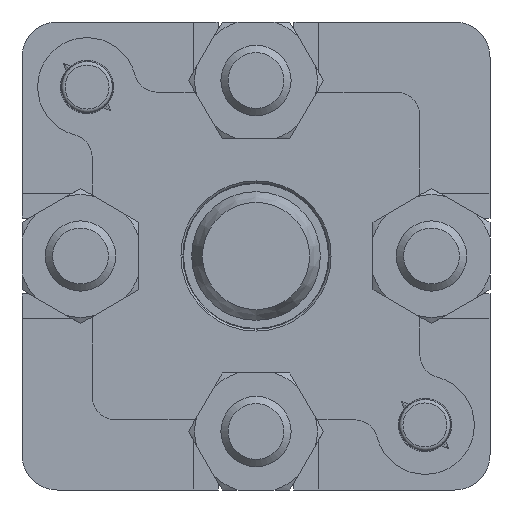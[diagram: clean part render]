
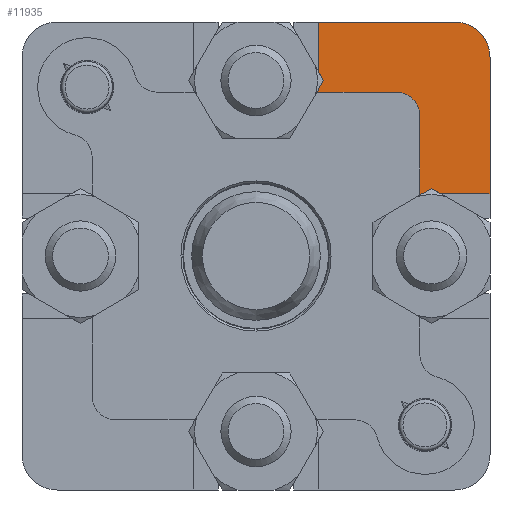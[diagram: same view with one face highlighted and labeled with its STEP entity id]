
A CAD part, left-side view. The second image highlights one B-rep face of the part: STEP entity #11935.
In plain terms, the highlighted face is planar.
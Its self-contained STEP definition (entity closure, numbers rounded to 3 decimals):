
#1355=FACE_OUTER_BOUND('',#2038,.T.);
#2038=EDGE_LOOP('',(#9424,#9425,#9426,#9427,#9428,#9429,#9430,#9431,#9432,
#9433,#9434,#9435));
#2777=LINE('',#19730,#3791);
#2820=LINE('',#19824,#3834);
#2821=LINE('',#19828,#3835);
#2822=LINE('',#19830,#3836);
#2823=LINE('',#19832,#3837);
#2824=LINE('',#19833,#3838);
#2825=LINE('',#19837,#3839);
#2826=LINE('',#19839,#3840);
#2827=LINE('',#19841,#3841);
#2828=LINE('',#19842,#3842);
#3791=VECTOR('',#15262,1000.);
#3834=VECTOR('',#15331,1000.);
#3835=VECTOR('',#15334,1000.);
#3836=VECTOR('',#15335,1000.);
#3837=VECTOR('',#15336,1000.);
#3838=VECTOR('',#15337,1000.);
#3839=VECTOR('',#15340,1000.);
#3840=VECTOR('',#15341,1000.);
#3841=VECTOR('',#15342,1000.);
#3842=VECTOR('',#15343,1000.);
#4676=CIRCLE('',#13147,2.);
#4677=CIRCLE('',#13148,3.);
#5474=VERTEX_POINT('',#19727);
#5475=VERTEX_POINT('',#19729);
#5504=VERTEX_POINT('',#19822);
#5505=VERTEX_POINT('',#19823);
#5506=VERTEX_POINT('',#19825);
#5507=VERTEX_POINT('',#19827);
#5508=VERTEX_POINT('',#19829);
#5509=VERTEX_POINT('',#19831);
#5510=VERTEX_POINT('',#19834);
#5511=VERTEX_POINT('',#19836);
#5512=VERTEX_POINT('',#19838);
#5513=VERTEX_POINT('',#19840);
#6881=EDGE_CURVE('',#5475,#5474,#2777,.T.);
#6927=EDGE_CURVE('',#5504,#5505,#2820,.T.);
#6928=EDGE_CURVE('',#5506,#5504,#4676,.T.);
#6929=EDGE_CURVE('',#5507,#5506,#2821,.T.);
#6930=EDGE_CURVE('',#5507,#5508,#2822,.T.);
#6931=EDGE_CURVE('',#5508,#5509,#2823,.T.);
#6932=EDGE_CURVE('',#5509,#5475,#2824,.T.);
#6933=EDGE_CURVE('',#5474,#5510,#4677,.T.);
#6934=EDGE_CURVE('',#5510,#5511,#2825,.T.);
#6935=EDGE_CURVE('',#5511,#5512,#2826,.T.);
#6936=EDGE_CURVE('',#5512,#5513,#2827,.T.);
#6937=EDGE_CURVE('',#5513,#5505,#2828,.T.);
#9424=ORIENTED_EDGE('',*,*,#6927,.F.);
#9425=ORIENTED_EDGE('',*,*,#6928,.F.);
#9426=ORIENTED_EDGE('',*,*,#6929,.F.);
#9427=ORIENTED_EDGE('',*,*,#6930,.T.);
#9428=ORIENTED_EDGE('',*,*,#6931,.T.);
#9429=ORIENTED_EDGE('',*,*,#6932,.T.);
#9430=ORIENTED_EDGE('',*,*,#6881,.T.);
#9431=ORIENTED_EDGE('',*,*,#6933,.T.);
#9432=ORIENTED_EDGE('',*,*,#6934,.T.);
#9433=ORIENTED_EDGE('',*,*,#6935,.T.);
#9434=ORIENTED_EDGE('',*,*,#6936,.T.);
#9435=ORIENTED_EDGE('',*,*,#6937,.T.);
#11393=PLANE('',#13146);
#11935=ADVANCED_FACE('',(#1355),#11393,.T.);
#13146=AXIS2_PLACEMENT_3D('',#19821,#15329,#15330);
#13147=AXIS2_PLACEMENT_3D('',#19826,#15332,#15333);
#13148=AXIS2_PLACEMENT_3D('',#19835,#15338,#15339);
#15262=DIRECTION('',(0.,0.,1.));
#15329=DIRECTION('center_axis',(0.,1.,0.));
#15330=DIRECTION('ref_axis',(0.,0.,1.));
#15331=DIRECTION('',(1.,0.,0.));
#15332=DIRECTION('center_axis',(0.,1.,0.));
#15333=DIRECTION('ref_axis',(0.,0.,-1.));
#15334=DIRECTION('',(0.,0.,1.));
#15335=DIRECTION('',(-0.866,0.,0.5));
#15336=DIRECTION('',(-0.866,0.,-0.5));
#15337=DIRECTION('',(-1.,0.,0.));
#15338=DIRECTION('center_axis',(0.,1.,0.));
#15339=DIRECTION('ref_axis',(0.,0.,-1.));
#15340=DIRECTION('',(1.,0.,0.));
#15341=DIRECTION('',(0.,0.,-1.));
#15342=DIRECTION('',(-0.5,0.,-0.866));
#15343=DIRECTION('',(0.5,0.,-0.866));
#19727=CARTESIAN_POINT('',(-20.,15.,17.));
#19729=CARTESIAN_POINT('',(-20.,15.,5.329));
#19730=CARTESIAN_POINT('',(-20.,15.,-17.));
#19821=CARTESIAN_POINT('Origin',(17.,15.,17.));
#19822=CARTESIAN_POINT('',(-12.,15.,14.));
#19823=CARTESIAN_POINT('',(-5.196,15.,14.));
#19824=CARTESIAN_POINT('',(-12.,15.,14.));
#19825=CARTESIAN_POINT('',(-14.,15.,12.));
#19826=CARTESIAN_POINT('Origin',(-12.,15.,12.));
#19827=CARTESIAN_POINT('',(-14.,15.,5.196));
#19828=CARTESIAN_POINT('',(-14.,15.,-8.421));
#19829=CARTESIAN_POINT('',(-15.,15.,5.774));
#19830=CARTESIAN_POINT('',(-10.,15.,2.887));
#19831=CARTESIAN_POINT('',(-15.77,15.,5.329));
#19832=CARTESIAN_POINT('',(-15.,15.,5.774));
#19833=CARTESIAN_POINT('',(-15.77,15.,5.329));
#19834=CARTESIAN_POINT('',(-17.,15.,20.));
#19835=CARTESIAN_POINT('Origin',(-17.,15.,17.));
#19836=CARTESIAN_POINT('',(-5.329,15.,20.));
#19837=CARTESIAN_POINT('',(-17.,15.,20.));
#19838=CARTESIAN_POINT('',(-5.329,15.,15.77));
#19839=CARTESIAN_POINT('',(-5.329,15.,20.));
#19840=CARTESIAN_POINT('',(-5.774,15.,15.));
#19841=CARTESIAN_POINT('',(-5.329,15.,15.77));
#19842=CARTESIAN_POINT('',(-5.774,15.,15.));
